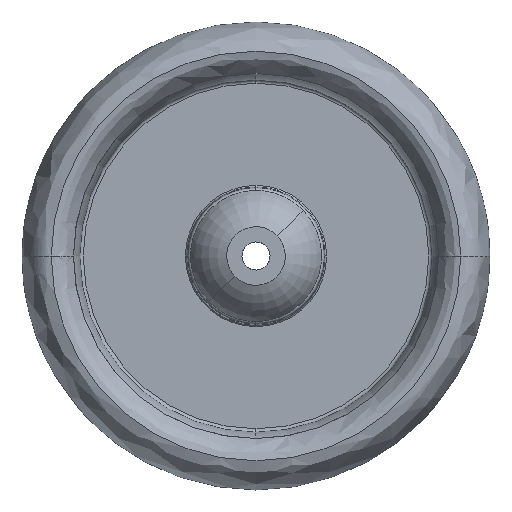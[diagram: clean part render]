
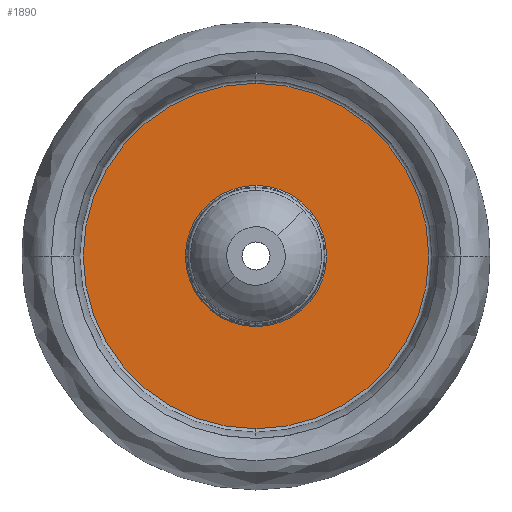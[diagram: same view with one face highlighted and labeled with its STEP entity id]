
A CAD part, left-side view. The second image highlights one B-rep face of the part: STEP entity #1890.
In plain terms, the highlighted planar face has unit normal (-1, 0, 0).
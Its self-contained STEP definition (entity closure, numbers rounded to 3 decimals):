
#24 = ORIENTED_EDGE ( 'NONE', *, *, #575, .T. ) ;
#88 = VERTEX_POINT ( 'NONE', #1346 ) ;
#157 = ORIENTED_EDGE ( 'NONE', *, *, #1449, .T. ) ;
#203 = DIRECTION ( 'NONE',  ( 0., 0., 1. ) ) ;
#257 = DIRECTION ( 'NONE',  ( 1., 0., 0. ) ) ;
#263 = CIRCLE ( 'NONE', #543, 73.814 ) ;
#275 = VERTEX_POINT ( 'NONE', #532 ) ;
#294 = CIRCLE ( 'NONE', #876, 30.173 ) ;
#325 = DIRECTION ( 'NONE',  ( -1., 0., 0. ) ) ;
#329 = AXIS2_PLACEMENT_3D ( 'NONE', #1743, #325, #203 ) ;
#435 = EDGE_CURVE ( 'NONE', #746, #275, #263, .T. ) ;
#459 = FACE_BOUND ( 'NONE', #1658, .T. ) ;
#532 = CARTESIAN_POINT ( 'NONE',  ( -16.202, 0.498, -73.814 ) ) ;
#540 = CARTESIAN_POINT ( 'NONE',  ( -16.202, 0.498, 30.173 ) ) ;
#543 = AXIS2_PLACEMENT_3D ( 'NONE', #1620, #972, #1459 ) ;
#575 = EDGE_CURVE ( 'NONE', #88, #634, #294, .T. ) ;
#624 = ORIENTED_EDGE ( 'NONE', *, *, #1373, .T. ) ;
#634 = VERTEX_POINT ( 'NONE', #540 ) ;
#746 = VERTEX_POINT ( 'NONE', #1069 ) ;
#760 = PLANE ( 'NONE',  #1995 ) ;
#876 = AXIS2_PLACEMENT_3D ( 'NONE', #1303, #1796, #1321 ) ;
#928 = DIRECTION ( 'NONE',  ( -1., 0., 0. ) ) ;
#972 = DIRECTION ( 'NONE',  ( -1., 0., 0. ) ) ;
#1069 = CARTESIAN_POINT ( 'NONE',  ( -16.202, 0.498, 73.814 ) ) ;
#1075 = CARTESIAN_POINT ( 'NONE',  ( -16.202, 75.667, 0. ) ) ;
#1183 = DIRECTION ( 'NONE',  ( 0., 0., -1. ) ) ;
#1202 = CIRCLE ( 'NONE', #329, 73.814 ) ;
#1303 = CARTESIAN_POINT ( 'NONE',  ( -16.202, 0.498, 0. ) ) ;
#1321 = DIRECTION ( 'NONE',  ( 0., 0., -1. ) ) ;
#1346 = CARTESIAN_POINT ( 'NONE',  ( -16.202, 0.498, -30.173 ) ) ;
#1373 = EDGE_CURVE ( 'NONE', #634, #88, #1833, .T. ) ;
#1449 = EDGE_CURVE ( 'NONE', #275, #746, #1202, .T. ) ;
#1459 = DIRECTION ( 'NONE',  ( 0., 0., 1. ) ) ;
#1620 = CARTESIAN_POINT ( 'NONE',  ( -16.202, 0.498, 0. ) ) ;
#1658 = EDGE_LOOP ( 'NONE', ( #24, #624 ) ) ;
#1695 = FACE_OUTER_BOUND ( 'NONE', #1962, .T. ) ;
#1722 = ORIENTED_EDGE ( 'NONE', *, *, #435, .T. ) ;
#1743 = CARTESIAN_POINT ( 'NONE',  ( -16.202, 0.498, 0. ) ) ;
#1796 = DIRECTION ( 'NONE',  ( 1., 0., 0. ) ) ;
#1833 = CIRCLE ( 'NONE', #1959, 30.173 ) ;
#1867 = DIRECTION ( 'NONE',  ( 0., 0., 1. ) ) ;
#1890 = ADVANCED_FACE ( 'NONE', ( #1695, #459 ), #760, .T. ) ;
#1959 = AXIS2_PLACEMENT_3D ( 'NONE', #1966, #257, #1183 ) ;
#1962 = EDGE_LOOP ( 'NONE', ( #157, #1722 ) ) ;
#1966 = CARTESIAN_POINT ( 'NONE',  ( -16.202, 0.498, 0. ) ) ;
#1995 = AXIS2_PLACEMENT_3D ( 'NONE', #1075, #928, #1867 ) ;
